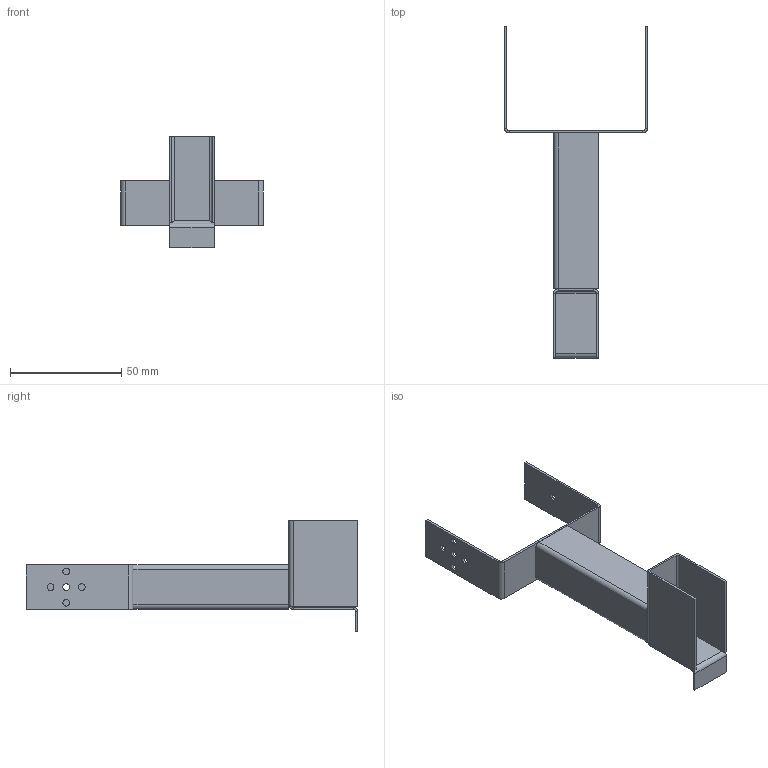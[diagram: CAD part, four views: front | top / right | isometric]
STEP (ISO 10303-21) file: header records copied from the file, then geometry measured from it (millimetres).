
FILE_DESCRIPTION (( 'STEP AP203' ), '1' );
FILE_NAME ('Fore Arm U.STEP', '2020-06-27T06:49:30', ( '' ), ( '' ), 'SwSTEP 2.0', 'SolidWorks 2017', '' );
FILE_SCHEMA (( 'CONFIG_CONTROL_DESIGN' ));
Length unit declared in the file: millimetre
Products named in the file (1): Fore Arm U
Bounding box: 64 x 149 x 50 mm (x, y, z)
Volume: 12117.6 mm3; surface area: 25255.3 mm2
Topology: 3 solids, 3 shells, 102 faces, 216 edges, 120 vertices
Faces by surface type: plane 68, cylinder 30, bspline 4
Entity records: 2897 total; most frequent: CARTESIAN_POINT 643, DIRECTION 452, ORIENTED_EDGE 432, EDGE_CURVE 216, AXIS2_PLACEMENT_3D 151, LINE 150, VECTOR 150, VERTEX_POINT 120
